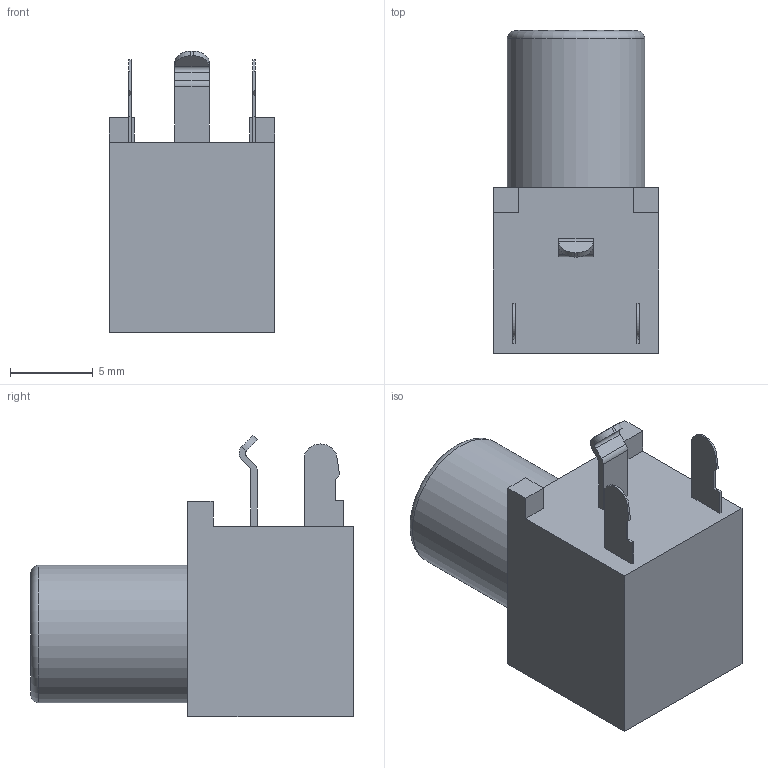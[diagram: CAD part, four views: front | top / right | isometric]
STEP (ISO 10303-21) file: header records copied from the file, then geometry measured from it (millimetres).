
FILE_DESCRIPTION(('CAx-IF Rec.Pracs.---Model Styling and Organization---1.5---2016-08-15','CAx-IF Rec.Pracs.---Geometric and Assembly Validation Properties---4.4---2016-08-17','CAx-IF Rec.Pracs.---User Defined Attributes---1.5---2016-08-15','CAx-IF Rec.Pracs.---External References---2.1---2005-01-19'),'2;1');
FILE_NAME('254137.step','2023-03-11T21:03:00',('Unspecified'),('Unspecified'),'CAD Exchanger 3.8.1 (cadexchanger.com)','Unspecified','');
FILE_SCHEMA(('AUTOMOTIVE_DESIGN { 1 0 10303 214 1 1 1 1 }'));
Length unit declared in the file: millimetre
Products named in the file (1): PJRAN1X1U03AUX
Bounding box: 10 x 19.51 x 17.01 mm (x, y, z)
Volume: 1586.8 mm3; surface area: 1093.7 mm2
Topology: 1 solids, 1 shells, 53 faces, 136 edges, 91 vertices
Faces by surface type: plane 40, cylinder 11, torus 1, cone 1
Full cylindrical faces by diameter (mm): 3.378 x1, 6.02 x1, 8.306 x1
Entity records: 2029 total; most frequent: CARTESIAN_POINT 300, ORIENTED_EDGE 272, DIRECTION 256, EDGE_CURVE 136, LINE 100, VECTOR 100, VERTEX_POINT 91, AXIS2_PLACEMENT_3D 78
